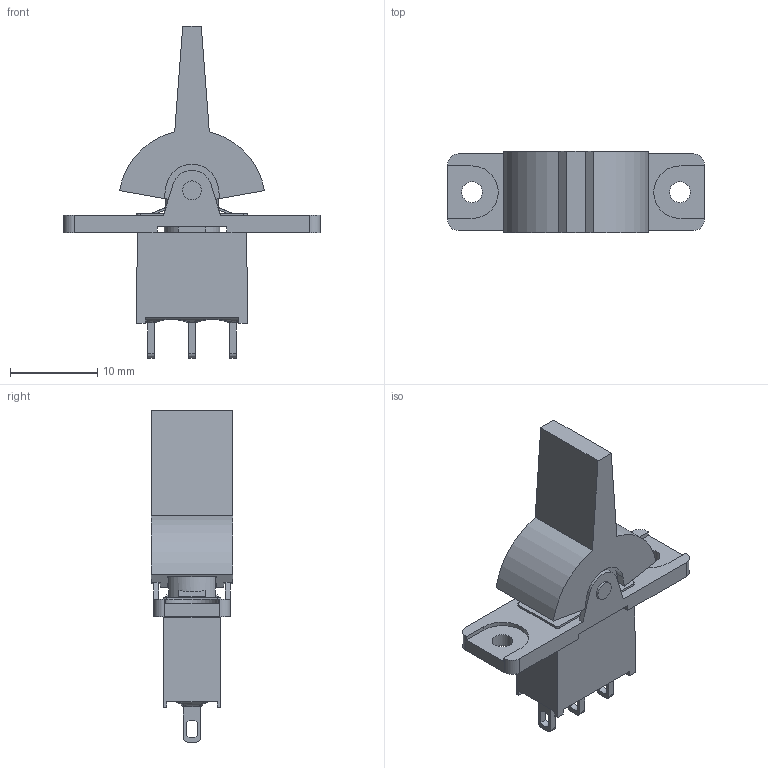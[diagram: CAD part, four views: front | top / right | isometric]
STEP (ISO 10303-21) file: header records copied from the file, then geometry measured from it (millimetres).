
FILE_DESCRIPTION(/* description */ (''),/* implementation_level */ '2;1');
FILE_NAME(/* name */ '300AWSPxR2xxxM1xE.stp',/* time_stamp */ '2025-05-13T16:39:02-05:00',/* author */ ('mroman'),/* organization */ (''),/* preprocessor_version */ 'ST-DEVELOPER v18.1',/* originating_system */ 'Autodesk Inventor 2022',/* authorisation */ '');
FILE_SCHEMA (('AUTOMOTIVE_DESIGN { 1 0 10303 214 3 1 1 }'));
Length unit declared in the file: inch
Products named in the file (1): 300AWSPxR2xxxM1xE
Bounding box: 29.36 x 9.27 x 37.99 mm (x, y, z)
Volume: 2110 mm3; surface area: 2639.9 mm2
Topology: 1 solids, 1 shells, 217 faces, 615 edges, 406 vertices
Faces by surface type: plane 131, cylinder 72, bspline 12, torus 2
Full cylindrical faces by diameter (mm): 2.15 x4, 2.39 x2
Entity records: 7667 total; most frequent: CARTESIAN_POINT 1976, ORIENTED_EDGE 1230, DIRECTION 1105, EDGE_CURVE 615, VERTEX_POINT 406, LINE 401, VECTOR 401, AXIS2_PLACEMENT_3D 352
